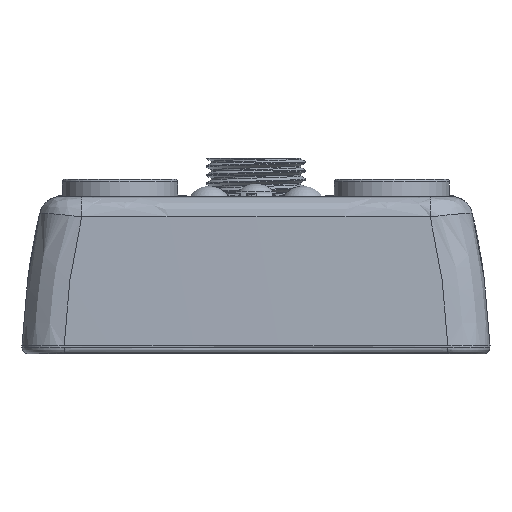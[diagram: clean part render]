
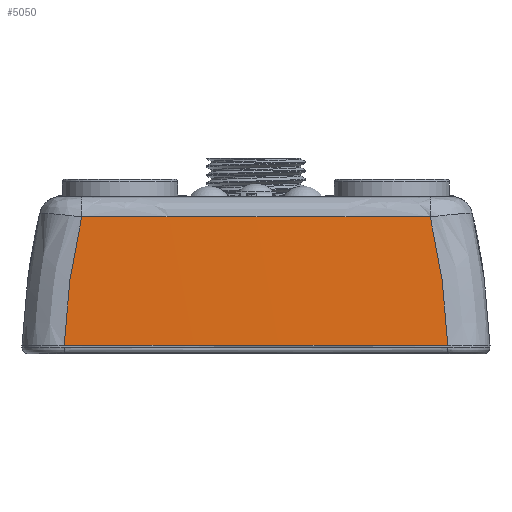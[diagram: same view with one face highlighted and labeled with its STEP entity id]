
A CAD part, front view. The second image highlights one B-rep face of the part: STEP entity #5050.
In plain terms, the highlighted conical face has half-angle 86.906 degrees and reference radius 150 mm.
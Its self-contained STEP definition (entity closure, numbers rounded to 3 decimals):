
#3736=CONICAL_SURFACE('',#19382,150.,86.906);
#4330=FACE_OUTER_BOUND('',#8264,.T.);
#5050=ADVANCED_FACE('',(#4330),#3736,.T.);
#7041=B_SPLINE_CURVE_WITH_KNOTS('',3,(#27950,#27951,#27952,#27953),
 .UNSPECIFIED.,.F.,.F.,(4,4),(0.,1.),.UNSPECIFIED.);
#7042=B_SPLINE_CURVE_WITH_KNOTS('',3,(#27956,#27957,#27958,#27959,#27960,
#27961),.UNSPECIFIED.,.F.,.F.,(4,2,4),(0.,0.5,1.),.UNSPECIFIED.);
#7043=B_SPLINE_CURVE_WITH_KNOTS('',3,(#27963,#27964,#27965,#27966),
 .UNSPECIFIED.,.F.,.F.,(4,4),(0.,1.),.UNSPECIFIED.);
#7044=B_SPLINE_CURVE_WITH_KNOTS('',3,(#27968,#27969,#27970,#27971),
 .UNSPECIFIED.,.F.,.F.,(4,4),(0.,1.),.UNSPECIFIED.);
#7045=B_SPLINE_CURVE_WITH_KNOTS('',3,(#27973,#27974,#27975,#27976,#27977,
#27978),.UNSPECIFIED.,.F.,.F.,(4,2,4),(0.,0.5,1.),.UNSPECIFIED.);
#8264=EDGE_LOOP('',(#10134,#10135,#10136,#10137,#10138));
#10134=ORIENTED_EDGE('',*,*,#15707,.T.);
#10135=ORIENTED_EDGE('',*,*,#15708,.T.);
#10136=ORIENTED_EDGE('',*,*,#15709,.F.);
#10137=ORIENTED_EDGE('',*,*,#15710,.F.);
#10138=ORIENTED_EDGE('',*,*,#15711,.T.);
#14167=VERTEX_POINT('',#27954);
#14168=VERTEX_POINT('',#27955);
#14169=VERTEX_POINT('',#27962);
#14170=VERTEX_POINT('',#27967);
#14171=VERTEX_POINT('',#27972);
#15707=EDGE_CURVE('',#14167,#14168,#7041,.T.);
#15708=EDGE_CURVE('',#14168,#14169,#7042,.T.);
#15709=EDGE_CURVE('',#14170,#14169,#7043,.T.);
#15710=EDGE_CURVE('',#14171,#14170,#7044,.T.);
#15711=EDGE_CURVE('',#14171,#14167,#7045,.T.);
#19382=AXIS2_PLACEMENT_3D('',#27979,#20987,#20988);
#20987=DIRECTION('',(0.,1.,0.));
#20988=DIRECTION('',(0.,0.,1.));
#27950=CARTESIAN_POINT('',(246.957,108.38,-0.406));
#27951=CARTESIAN_POINT('',(233.254,108.278,-0.404));
#27952=CARTESIAN_POINT('',(219.746,108.278,-0.404));
#27953=CARTESIAN_POINT('',(206.043,108.38,-0.406));
#27954=CARTESIAN_POINT('',(246.957,108.38,-0.406));
#27955=CARTESIAN_POINT('',(206.043,108.38,-0.406));
#27956=CARTESIAN_POINT('',(206.043,108.38,-0.406));
#27957=CARTESIAN_POINT('',(205.455,108.252,-2.882));
#27958=CARTESIAN_POINT('',(204.989,108.122,-5.381));
#27959=CARTESIAN_POINT('',(204.301,107.859,-10.422));
#27960=CARTESIAN_POINT('',(204.08,107.725,-12.958));
#27961=CARTESIAN_POINT('',(203.984,107.591,-15.5));
#27962=CARTESIAN_POINT('',(203.984,107.591,-15.5));
#27963=CARTESIAN_POINT('',(209.333,107.548,-15.5));
#27964=CARTESIAN_POINT('',(207.55,107.56,-15.5));
#27965=CARTESIAN_POINT('',(205.767,107.575,-15.5));
#27966=CARTESIAN_POINT('',(203.984,107.591,-15.5));
#27967=CARTESIAN_POINT('',(209.333,107.548,-15.5));
#27968=CARTESIAN_POINT('',(249.016,107.591,-15.5));
#27969=CARTESIAN_POINT('',(235.788,107.471,-15.5));
#27970=CARTESIAN_POINT('',(222.56,107.456,-15.5));
#27971=CARTESIAN_POINT('',(209.333,107.548,-15.5));
#27972=CARTESIAN_POINT('',(249.016,107.591,-15.5));
#27973=CARTESIAN_POINT('',(249.016,107.591,-15.5));
#27974=CARTESIAN_POINT('',(248.92,107.725,-12.958));
#27975=CARTESIAN_POINT('',(248.699,107.859,-10.422));
#27976=CARTESIAN_POINT('',(248.011,108.122,-5.381));
#27977=CARTESIAN_POINT('',(247.545,108.252,-2.882));
#27978=CARTESIAN_POINT('',(246.957,108.38,-0.406));
#27979=CARTESIAN_POINT('',(226.5,108.445,-147.788));
